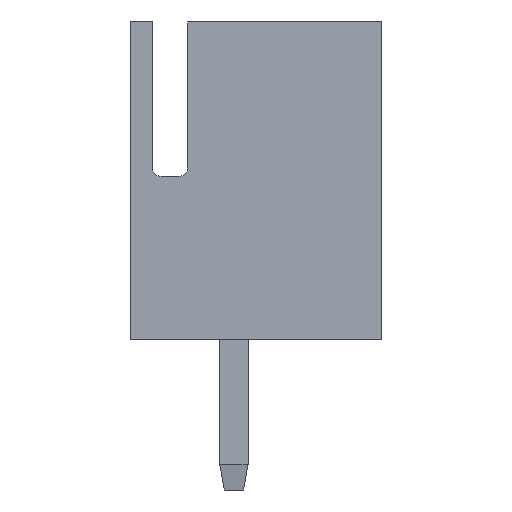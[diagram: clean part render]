
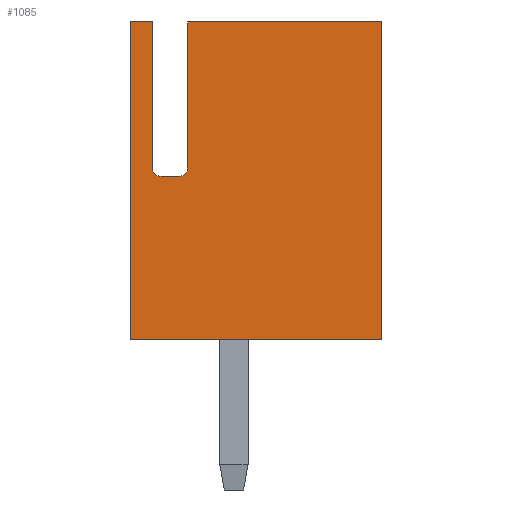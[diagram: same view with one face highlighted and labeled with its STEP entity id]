
A CAD part, left-side view. The second image highlights one B-rep face of the part: STEP entity #1085.
In plain terms, the highlighted planar face has unit normal (-1, 0, 0).
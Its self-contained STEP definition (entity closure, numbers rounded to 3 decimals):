
#69 = CIRCLE ( 'NONE', #3109, 0.2 ) ;
#103 = CARTESIAN_POINT ( 'NONE',  ( -21.25, 2.15, 3.7 ) ) ;
#189 = VERTEX_POINT ( 'NONE', #4922 ) ;
#503 = DIRECTION ( 'NONE',  ( 0., 0., -1. ) ) ;
#525 = ORIENTED_EDGE ( 'NONE', *, *, #1657, .F. ) ;
#534 = DIRECTION ( 'NONE',  ( 0., -1., 0. ) ) ;
#550 = CARTESIAN_POINT ( 'NONE',  ( -21.25, -2.85, 7.2 ) ) ;
#666 = CARTESIAN_POINT ( 'NONE',  ( -21.25, 2.85, 7.2 ) ) ;
#670 = EDGE_CURVE ( 'NONE', #3551, #923, #2312, .T. ) ;
#696 = CIRCLE ( 'NONE', #1852, 0.2 ) ;
#753 = VERTEX_POINT ( 'NONE', #3735 ) ;
#859 = CARTESIAN_POINT ( 'NONE',  ( -21.25, 2.35, 7.2 ) ) ;
#874 = EDGE_CURVE ( 'NONE', #1389, #1524, #2571, .T. ) ;
#923 = VERTEX_POINT ( 'NONE', #3439 ) ;
#963 = DIRECTION ( 'NONE',  ( 0., -1., 0. ) ) ;
#991 = CARTESIAN_POINT ( 'NONE',  ( -21.25, -2.85, 7.2 ) ) ;
#1075 = VECTOR ( 'NONE', #534, 1000. ) ;
#1082 = DIRECTION ( 'NONE',  ( 0., 0., -1. ) ) ;
#1084 = DIRECTION ( 'NONE',  ( 0., -1., 0. ) ) ;
#1085 = ADVANCED_FACE ( 'NONE', ( #1406 ), #3076, .F. ) ;
#1110 = LINE ( 'NONE', #4015, #2546 ) ;
#1246 = EDGE_CURVE ( 'NONE', #5065, #753, #3724, .T. ) ;
#1317 = CARTESIAN_POINT ( 'NONE',  ( -21.25, -2.85, 7.2 ) ) ;
#1352 = CARTESIAN_POINT ( 'NONE',  ( -21.25, 2.85, 0. ) ) ;
#1356 = CARTESIAN_POINT ( 'NONE',  ( -21.25, 2.15, 3.9 ) ) ;
#1384 = DIRECTION ( 'NONE',  ( 0., 0., 1. ) ) ;
#1389 = VERTEX_POINT ( 'NONE', #103 ) ;
#1402 = ORIENTED_EDGE ( 'NONE', *, *, #874, .F. ) ;
#1406 = FACE_OUTER_BOUND ( 'NONE', #1503, .T. ) ;
#1452 = ORIENTED_EDGE ( 'NONE', *, *, #670, .F. ) ;
#1503 = EDGE_LOOP ( 'NONE', ( #4033, #5101, #1539, #1402, #3667, #1452, #525, #3738, #5066, #3520 ) ) ;
#1524 = VERTEX_POINT ( 'NONE', #5174 ) ;
#1539 = ORIENTED_EDGE ( 'NONE', *, *, #2161, .F. ) ;
#1657 = EDGE_CURVE ( 'NONE', #4592, #3551, #2588, .T. ) ;
#1757 = VECTOR ( 'NONE', #2246, 1000. ) ;
#1852 = AXIS2_PLACEMENT_3D ( 'NONE', #3156, #5003, #5034 ) ;
#2145 = CARTESIAN_POINT ( 'NONE',  ( -21.25, 1.55, 7.2 ) ) ;
#2161 = EDGE_CURVE ( 'NONE', #1524, #189, #696, .T. ) ;
#2182 = EDGE_CURVE ( 'NONE', #4592, #4121, #3621, .T. ) ;
#2246 = DIRECTION ( 'NONE',  ( 0., -1., 0. ) ) ;
#2312 = LINE ( 'NONE', #3622, #5247 ) ;
#2546 = VECTOR ( 'NONE', #1084, 1000. ) ;
#2571 = LINE ( 'NONE', #2649, #1075 ) ;
#2588 = LINE ( 'NONE', #4653, #5099 ) ;
#2599 = EDGE_CURVE ( 'NONE', #4121, #753, #1110, .T. ) ;
#2649 = CARTESIAN_POINT ( 'NONE',  ( -21.25, 2.15, 3.7 ) ) ;
#2668 = DIRECTION ( 'NONE',  ( 1., 0., 0. ) ) ;
#2751 = VERTEX_POINT ( 'NONE', #4575 ) ;
#3076 = PLANE ( 'NONE',  #3694 ) ;
#3091 = EDGE_CURVE ( 'NONE', #2751, #5065, #3992, .T. ) ;
#3109 = AXIS2_PLACEMENT_3D ( 'NONE', #1356, #4661, #5178 ) ;
#3156 = CARTESIAN_POINT ( 'NONE',  ( -21.25, 1.75, 3.9 ) ) ;
#3204 = DIRECTION ( 'NONE',  ( 0., 0., -1. ) ) ;
#3439 = CARTESIAN_POINT ( 'NONE',  ( -21.25, 2.35, 3.9 ) ) ;
#3520 = ORIENTED_EDGE ( 'NONE', *, *, #1246, .F. ) ;
#3551 = VERTEX_POINT ( 'NONE', #859 ) ;
#3599 = EDGE_CURVE ( 'NONE', #923, #1389, #69, .T. ) ;
#3613 = EDGE_CURVE ( 'NONE', #189, #2751, #3788, .T. ) ;
#3621 = LINE ( 'NONE', #666, #4030 ) ;
#3622 = CARTESIAN_POINT ( 'NONE',  ( -21.25, 2.35, 7.2 ) ) ;
#3667 = ORIENTED_EDGE ( 'NONE', *, *, #3599, .F. ) ;
#3694 = AXIS2_PLACEMENT_3D ( 'NONE', #991, #2668, #4333 ) ;
#3724 = LINE ( 'NONE', #1317, #4409 ) ;
#3735 = CARTESIAN_POINT ( 'NONE',  ( -21.25, -2.85, 0. ) ) ;
#3738 = ORIENTED_EDGE ( 'NONE', *, *, #2182, .T. ) ;
#3788 = LINE ( 'NONE', #2145, #5231 ) ;
#3992 = LINE ( 'NONE', #550, #1757 ) ;
#4015 = CARTESIAN_POINT ( 'NONE',  ( -21.25, -2.85, 0. ) ) ;
#4030 = VECTOR ( 'NONE', #3204, 1000. ) ;
#4033 = ORIENTED_EDGE ( 'NONE', *, *, #3091, .F. ) ;
#4121 = VERTEX_POINT ( 'NONE', #1352 ) ;
#4221 = CARTESIAN_POINT ( 'NONE',  ( -21.25, 2.85, 7.2 ) ) ;
#4333 = DIRECTION ( 'NONE',  ( 0., 0., -1. ) ) ;
#4409 = VECTOR ( 'NONE', #503, 1000. ) ;
#4513 = CARTESIAN_POINT ( 'NONE',  ( -21.25, -2.85, 7.2 ) ) ;
#4575 = CARTESIAN_POINT ( 'NONE',  ( -21.25, 1.55, 7.2 ) ) ;
#4592 = VERTEX_POINT ( 'NONE', #4221 ) ;
#4653 = CARTESIAN_POINT ( 'NONE',  ( -21.25, -2.85, 7.2 ) ) ;
#4661 = DIRECTION ( 'NONE',  ( -1., 0., 0. ) ) ;
#4922 = CARTESIAN_POINT ( 'NONE',  ( -21.25, 1.55, 3.9 ) ) ;
#5003 = DIRECTION ( 'NONE',  ( -1., 0., 0. ) ) ;
#5034 = DIRECTION ( 'NONE',  ( 0., 0., -1. ) ) ;
#5065 = VERTEX_POINT ( 'NONE', #4513 ) ;
#5066 = ORIENTED_EDGE ( 'NONE', *, *, #2599, .T. ) ;
#5099 = VECTOR ( 'NONE', #963, 1000. ) ;
#5101 = ORIENTED_EDGE ( 'NONE', *, *, #3613, .F. ) ;
#5174 = CARTESIAN_POINT ( 'NONE',  ( -21.25, 1.75, 3.7 ) ) ;
#5178 = DIRECTION ( 'NONE',  ( 0., 0., 1. ) ) ;
#5231 = VECTOR ( 'NONE', #1384, 1000. ) ;
#5247 = VECTOR ( 'NONE', #1082, 1000. ) ;
